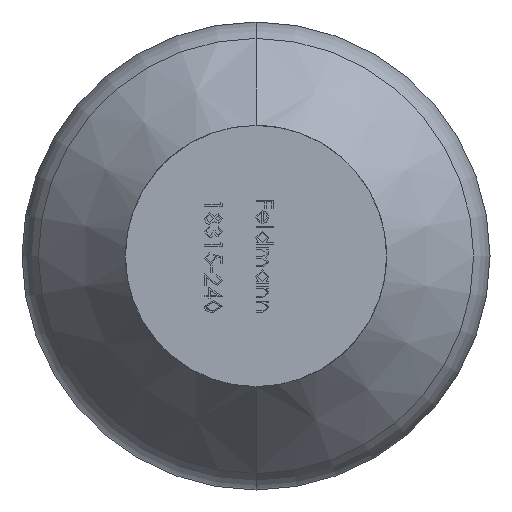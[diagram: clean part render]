
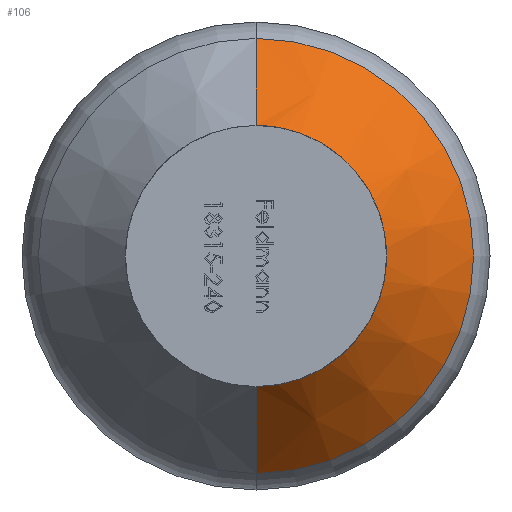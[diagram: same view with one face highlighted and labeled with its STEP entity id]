
A CAD part, front view. The second image highlights one B-rep face of the part: STEP entity #106.
In plain terms, the highlighted conical face has half-angle 38.367 degrees and reference radius 6 mm.
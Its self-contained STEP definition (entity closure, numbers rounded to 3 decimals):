
#106 = ADVANCED_FACE ( 'NONE', ( #10169 ), #2979, .T. ) ;
#793 = DIRECTION ( 'NONE',  ( 0., 1., 0. ) ) ;
#905 = CARTESIAN_POINT ( 'NONE',  ( 0., 889., 0. ) ) ;
#936 = DIRECTION ( 'NONE',  ( 0., 0., 1. ) ) ;
#1108 = AXIS2_PLACEMENT_3D ( 'NONE', #905, #793, #936 ) ;
#1597 = CARTESIAN_POINT ( 'NONE',  ( 0., 889., -6. ) ) ;
#1767 = EDGE_CURVE ( 'NONE', #9376, #3999, #10513, .T. ) ;
#1811 = DIRECTION ( 'NONE',  ( 0., 0., -1. ) ) ;
#1815 = DIRECTION ( 'NONE',  ( 0., -1., 0. ) ) ;
#1823 = CARTESIAN_POINT ( 'NONE',  ( 0., 894.045, 0. ) ) ;
#1933 = LINE ( 'NONE', #9646, #9731 ) ;
#2005 = EDGE_CURVE ( 'NONE', #8836, #12642, #9450, .T. ) ;
#2331 = CARTESIAN_POINT ( 'NONE',  ( 0., 889., 6. ) ) ;
#2642 = ORIENTED_EDGE ( 'NONE', *, *, #4378, .F. ) ;
#2816 = DIRECTION ( 'NONE',  ( 0., 0.784, -0.621 ) ) ;
#2979 = CONICAL_SURFACE ( 'NONE', #1108, 6., 0.67 ) ;
#3062 = DIRECTION ( 'NONE',  ( 0., 0.784, 0.621 ) ) ;
#3625 = CARTESIAN_POINT ( 'NONE',  ( 0., 889., 6. ) ) ;
#3628 = CARTESIAN_POINT ( 'NONE',  ( 0.785, 889., 6. ) ) ;
#3638 = CARTESIAN_POINT ( 'NONE',  ( 1.57, 889., 5.844 ) ) ;
#3652 = CARTESIAN_POINT ( 'NONE',  ( 3.022, 889., 5.243 ) ) ;
#3660 = CARTESIAN_POINT ( 'NONE',  ( 3.687, 889., 4.798 ) ) ;
#3663 = CARTESIAN_POINT ( 'NONE',  ( 4.798, 889., 3.687 ) ) ;
#3675 = CARTESIAN_POINT ( 'NONE',  ( 5.243, 889., 3.022 ) ) ;
#3699 = CARTESIAN_POINT ( 'NONE',  ( 5.844, 889., 1.57 ) ) ;
#3703 = CARTESIAN_POINT ( 'NONE',  ( 6., 889., 0.785 ) ) ;
#3712 = CARTESIAN_POINT ( 'NONE',  ( 6., 889., -0.785 ) ) ;
#3729 = CARTESIAN_POINT ( 'NONE',  ( 5.844, 889., -1.57 ) ) ;
#3744 = CARTESIAN_POINT ( 'NONE',  ( 5.243, 889., -3.022 ) ) ;
#3747 = CARTESIAN_POINT ( 'NONE',  ( 4.798, 889., -3.687 ) ) ;
#3756 = CARTESIAN_POINT ( 'NONE',  ( 3.687, 889., -4.798 ) ) ;
#3774 = CARTESIAN_POINT ( 'NONE',  ( 3.022, 889., -5.243 ) ) ;
#3783 = CARTESIAN_POINT ( 'NONE',  ( 0., 889., -6. ) ) ;
#3794 = CARTESIAN_POINT ( 'NONE',  ( 0.785, 889., -6. ) ) ;
#3808 = CARTESIAN_POINT ( 'NONE',  ( 1.57, 889., -5.844 ) ) ;
#3999 = VERTEX_POINT ( 'NONE', #2331 ) ;
#4378 = EDGE_CURVE ( 'NONE', #3999, #12642, #6960, .T. ) ;
#5203 = CARTESIAN_POINT ( 'NONE',  ( 0., 889., 6. ) ) ;
#6012 = EDGE_LOOP ( 'NONE', ( #7197, #11336, #8299, #2642 ) ) ;
#6960 = LINE ( 'NONE', #5203, #12155 ) ;
#7197 = ORIENTED_EDGE ( 'NONE', *, *, #1767, .F. ) ;
#7519 = EDGE_CURVE ( 'NONE', #9376, #8836, #1933, .T. ) ;
#8299 = ORIENTED_EDGE ( 'NONE', *, *, #2005, .T. ) ;
#8836 = VERTEX_POINT ( 'NONE', #10166 ) ;
#9376 = VERTEX_POINT ( 'NONE', #1597 ) ;
#9450 = CIRCLE ( 'NONE', #9517, 9.994 ) ;
#9517 = AXIS2_PLACEMENT_3D ( 'NONE', #1823, #1815, #1811 ) ;
#9646 = CARTESIAN_POINT ( 'NONE',  ( 0., 889., -6. ) ) ;
#9731 = VECTOR ( 'NONE', #2816, 1000. ) ;
#10152 = CARTESIAN_POINT ( 'NONE',  ( 0., 894.045, 9.994 ) ) ;
#10166 = CARTESIAN_POINT ( 'NONE',  ( 0., 894.045, -9.994 ) ) ;
#10169 = FACE_OUTER_BOUND ( 'NONE', #6012, .T. ) ;
#10513 = B_SPLINE_CURVE_WITH_KNOTS ( 'NONE', 3,
 ( #3783, #3794, #3808, #3774, #3756, #3747, #3744, #3729, #3712, #3703, #3699, #3675, #3663, #3660, #3652, #3638, #3628, #3625 ),
 .UNSPECIFIED., .F., .F.,
 ( 4, 2, 2, 2, 2, 2, 2, 2, 4 ),
 ( 0., 0.063, 0.125, 0.187, 0.25, 0.312, 0.375, 0.437, 0.5 ),
 .UNSPECIFIED. ) ;
#11336 = ORIENTED_EDGE ( 'NONE', *, *, #7519, .T. ) ;
#12155 = VECTOR ( 'NONE', #3062, 1000. ) ;
#12642 = VERTEX_POINT ( 'NONE', #10152 ) ;
